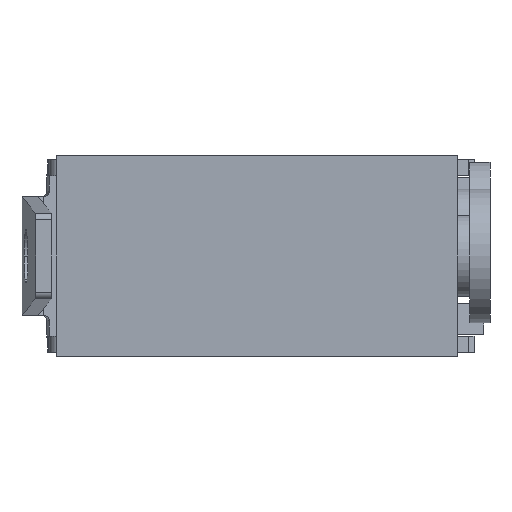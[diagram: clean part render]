
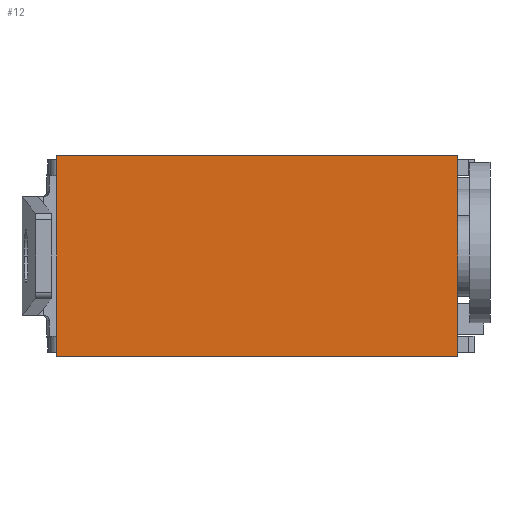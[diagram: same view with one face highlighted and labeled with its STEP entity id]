
A CAD part, front view. The second image highlights one B-rep face of the part: STEP entity #12.
In plain terms, the highlighted planar face has unit normal (0, -1, 0).
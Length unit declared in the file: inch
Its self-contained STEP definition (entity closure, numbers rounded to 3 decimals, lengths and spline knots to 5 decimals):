
#12 = ADVANCED_FACE ( 'NONE', ( #2740 ), #3201, .F. ) ;
#14 = DIRECTION ( 'NONE',  ( 0., 0., 1. ) ) ;
#214 = DIRECTION ( 'NONE',  ( 1., 0., 0. ) ) ;
#435 = LINE ( 'NONE', #6813, #7326 ) ;
#751 = LINE ( 'NONE', #1736, #5108 ) ;
#1088 = AXIS2_PLACEMENT_3D ( 'NONE', #6839, #3224, #1380 ) ;
#1380 = DIRECTION ( 'NONE',  ( 0., 0., 1. ) ) ;
#1725 = ORIENTED_EDGE ( 'NONE', *, *, #4953, .F. ) ;
#1736 = CARTESIAN_POINT ( 'NONE',  ( -0.51969, -1.02362, 0.29528 ) ) ;
#1964 = CARTESIAN_POINT ( 'NONE',  ( -0.51969, -1.02362, 0.29528 ) ) ;
#2021 = CARTESIAN_POINT ( 'NONE',  ( 0.66142, -1.02362, -0.29528 ) ) ;
#2077 = LINE ( 'NONE', #4305, #3524 ) ;
#2350 = EDGE_CURVE ( 'NONE', #6815, #5569, #3988, .T. ) ;
#2391 = DIRECTION ( 'NONE',  ( 0., 0., 1. ) ) ;
#2613 = ORIENTED_EDGE ( 'NONE', *, *, #6543, .F. ) ;
#2740 = FACE_OUTER_BOUND ( 'NONE', #3589, .T. ) ;
#2869 = CARTESIAN_POINT ( 'NONE',  ( 0.66142, -1.02362, 0.29528 ) ) ;
#3018 = DIRECTION ( 'NONE',  ( -1., 0., 0. ) ) ;
#3201 = PLANE ( 'NONE',  #1088 ) ;
#3224 = DIRECTION ( 'NONE',  ( 0., 1., 0. ) ) ;
#3280 = VERTEX_POINT ( 'NONE', #1964 ) ;
#3524 = VECTOR ( 'NONE', #3018, 39.37008 ) ;
#3589 = EDGE_LOOP ( 'NONE', ( #7151, #1725, #2613, #5122 ) ) ;
#3854 = VECTOR ( 'NONE', #14, 39.37008 ) ;
#3988 = LINE ( 'NONE', #6573, #3854 ) ;
#4141 = CARTESIAN_POINT ( 'NONE',  ( -0.51969, -1.02362, -0.29528 ) ) ;
#4276 = EDGE_CURVE ( 'NONE', #6815, #7563, #2077, .T. ) ;
#4305 = CARTESIAN_POINT ( 'NONE',  ( -0.51969, -1.02362, -0.29528 ) ) ;
#4953 = EDGE_CURVE ( 'NONE', #3280, #5569, #435, .T. ) ;
#5108 = VECTOR ( 'NONE', #2391, 39.37008 ) ;
#5122 = ORIENTED_EDGE ( 'NONE', *, *, #4276, .F. ) ;
#5569 = VERTEX_POINT ( 'NONE', #2869 ) ;
#6543 = EDGE_CURVE ( 'NONE', #7563, #3280, #751, .T. ) ;
#6573 = CARTESIAN_POINT ( 'NONE',  ( 0.66142, -1.02362, 0.29528 ) ) ;
#6813 = CARTESIAN_POINT ( 'NONE',  ( 0., -1.02362, 0.29528 ) ) ;
#6815 = VERTEX_POINT ( 'NONE', #2021 ) ;
#6839 = CARTESIAN_POINT ( 'NONE',  ( -0.51969, -1.02362, 0.29528 ) ) ;
#7151 = ORIENTED_EDGE ( 'NONE', *, *, #2350, .T. ) ;
#7326 = VECTOR ( 'NONE', #214, 39.37008 ) ;
#7563 = VERTEX_POINT ( 'NONE', #4141 ) ;
